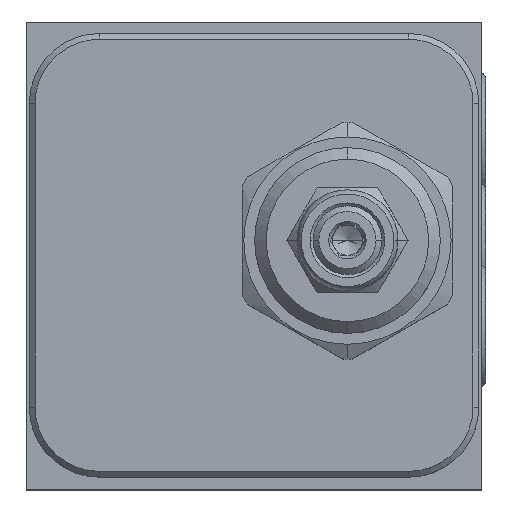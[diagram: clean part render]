
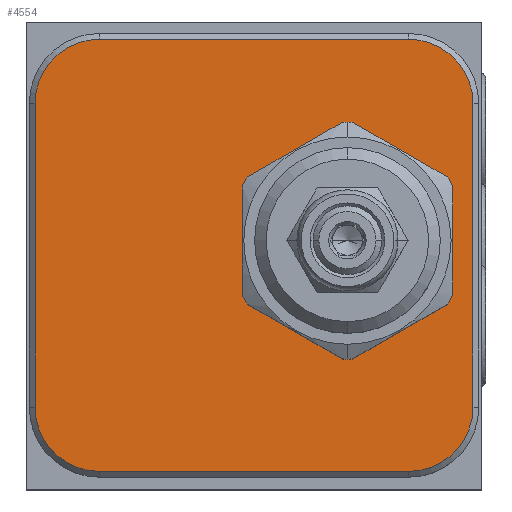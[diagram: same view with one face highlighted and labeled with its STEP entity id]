
A CAD part, top view. The second image highlights one B-rep face of the part: STEP entity #4554.
In plain terms, the highlighted planar face has unit normal (0, 0, 1).
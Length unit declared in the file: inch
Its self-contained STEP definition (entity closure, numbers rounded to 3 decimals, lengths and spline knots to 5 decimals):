
#2048=CARTESIAN_POINT('',(1.719,-1.172,3.625));
#2049=DIRECTION('',(0.,0.,-1.));
#2050=DIRECTION('',(-1.,0.,0.));
#2051=AXIS2_PLACEMENT_3D('',#2048,#2049,#2050);
#2053=CARTESIAN_POINT('',(1.719,-1.172,3.625));
#2054=DIRECTION('',(0.,0.,-1.));
#2055=DIRECTION('',(1.,0.,0.));
#2056=AXIS2_PLACEMENT_3D('',#2053,#2054,#2055);
#2058=CARTESIAN_POINT('',(2.047,-2.062,3.625));
#2059=DIRECTION('',(0.,0.,-1.));
#2060=DIRECTION('',(1.,0.,0.));
#2061=AXIS2_PLACEMENT_3D('',#2058,#2059,#2060);
#2072=DIRECTION('',(0.,-1.,0.));
#2073=VECTOR('',#2072,1.625);
#2074=CARTESIAN_POINT('',(2.391,-0.437,3.625));
#2075=LINE('',#2074,#2073);
#2084=CARTESIAN_POINT('',(2.047,-0.437,3.625));
#2085=DIRECTION('',(0.,0.,-1.));
#2086=DIRECTION('',(0.,1.,0.));
#2087=AXIS2_PLACEMENT_3D('',#2084,#2085,#2086);
#2098=DIRECTION('',(1.,0.,0.));
#2099=VECTOR('',#2098,1.656);
#2100=CARTESIAN_POINT('',(0.391,-0.093,3.625));
#2101=LINE('',#2100,#2099);
#2110=CARTESIAN_POINT('',(0.391,-0.437,3.625));
#2111=DIRECTION('',(0.,0.,-1.));
#2112=DIRECTION('',(-1.,0.,0.));
#2113=AXIS2_PLACEMENT_3D('',#2110,#2111,#2112);
#2124=DIRECTION('',(0.,1.,0.));
#2125=VECTOR('',#2124,1.625);
#2126=CARTESIAN_POINT('',(0.047,-2.062,3.625));
#2127=LINE('',#2126,#2125);
#2132=CARTESIAN_POINT('',(0.391,-2.062,3.625));
#2133=DIRECTION('',(0.,0.,-1.));
#2134=DIRECTION('',(0.,-1.,0.));
#2135=AXIS2_PLACEMENT_3D('',#2132,#2133,#2134);
#2150=DIRECTION('',(-1.,0.,0.));
#2151=VECTOR('',#2150,1.656);
#2152=CARTESIAN_POINT('',(2.047,-2.406,3.625));
#2153=LINE('',#2152,#2151);
#3121=CARTESIAN_POINT('',(1.179,-1.172,3.625));
#3122=CARTESIAN_POINT('',(2.259,-1.172,3.625));
#3123=VERTEX_POINT('',#3121);
#3124=VERTEX_POINT('',#3122);
#3191=CARTESIAN_POINT('',(0.047,-2.062,3.625));
#3192=CARTESIAN_POINT('',(0.047,-0.437,3.625));
#3193=VERTEX_POINT('',#3191);
#3194=VERTEX_POINT('',#3192);
#3199=CARTESIAN_POINT('',(0.391,-0.093,3.625));
#3200=VERTEX_POINT('',#3199);
#3203=CARTESIAN_POINT('',(2.047,-0.093,3.625));
#3204=VERTEX_POINT('',#3203);
#3207=CARTESIAN_POINT('',(2.391,-0.437,3.625));
#3208=VERTEX_POINT('',#3207);
#3211=CARTESIAN_POINT('',(2.391,-2.062,3.625));
#3212=VERTEX_POINT('',#3211);
#3215=CARTESIAN_POINT('',(2.047,-2.406,3.625));
#3216=VERTEX_POINT('',#3215);
#3219=CARTESIAN_POINT('',(0.391,-2.406,3.625));
#3220=VERTEX_POINT('',#3219);
#4526=CARTESIAN_POINT('',(0.,0.,3.625));
#4527=DIRECTION('',(0.,0.,1.));
#4528=DIRECTION('',(1.,0.,0.));
#4529=AXIS2_PLACEMENT_3D('',#4526,#4527,#4528);
#4530=PLANE('',#4529);
#4532=ORIENTED_EDGE('',*,*,#4531,.T.);
#4534=ORIENTED_EDGE('',*,*,#4533,.T.);
#4536=ORIENTED_EDGE('',*,*,#4535,.T.);
#4538=ORIENTED_EDGE('',*,*,#4537,.T.);
#4540=ORIENTED_EDGE('',*,*,#4539,.T.);
#4542=ORIENTED_EDGE('',*,*,#4541,.T.);
#4544=ORIENTED_EDGE('',*,*,#4543,.T.);
#4546=ORIENTED_EDGE('',*,*,#4545,.T.);
#4547=EDGE_LOOP('',(#4532,#4534,#4536,#4538,#4540,#4542,#4544,#4546));
#4548=FACE_OUTER_BOUND('',#4547,.F.);
#4550=ORIENTED_EDGE('',*,*,#4549,.F.);
#4551=ORIENTED_EDGE('',*,*,#4516,.F.);
#4552=EDGE_LOOP('',(#4550,#4551));
#4553=FACE_BOUND('',#4552,.F.);
#4554=ADVANCED_FACE('',(#4548,#4553),#4530,.T.);
#2052=CIRCLE('',#2051,0.54);
#2057=CIRCLE('',#2056,0.54);
#2062=CIRCLE('',#2061,0.344);
#2088=CIRCLE('',#2087,0.344);
#2114=CIRCLE('',#2113,0.344);
#2136=CIRCLE('',#2135,0.344);
#4516=EDGE_CURVE('',#3124,#3123,#2057,.T.);
#4531=EDGE_CURVE('',#3212,#3216,#2062,.T.);
#4533=EDGE_CURVE('',#3216,#3220,#2153,.T.);
#4535=EDGE_CURVE('',#3220,#3193,#2136,.T.);
#4537=EDGE_CURVE('',#3193,#3194,#2127,.T.);
#4539=EDGE_CURVE('',#3194,#3200,#2114,.T.);
#4541=EDGE_CURVE('',#3200,#3204,#2101,.T.);
#4543=EDGE_CURVE('',#3204,#3208,#2088,.T.);
#4545=EDGE_CURVE('',#3208,#3212,#2075,.T.);
#4549=EDGE_CURVE('',#3123,#3124,#2052,.T.);
